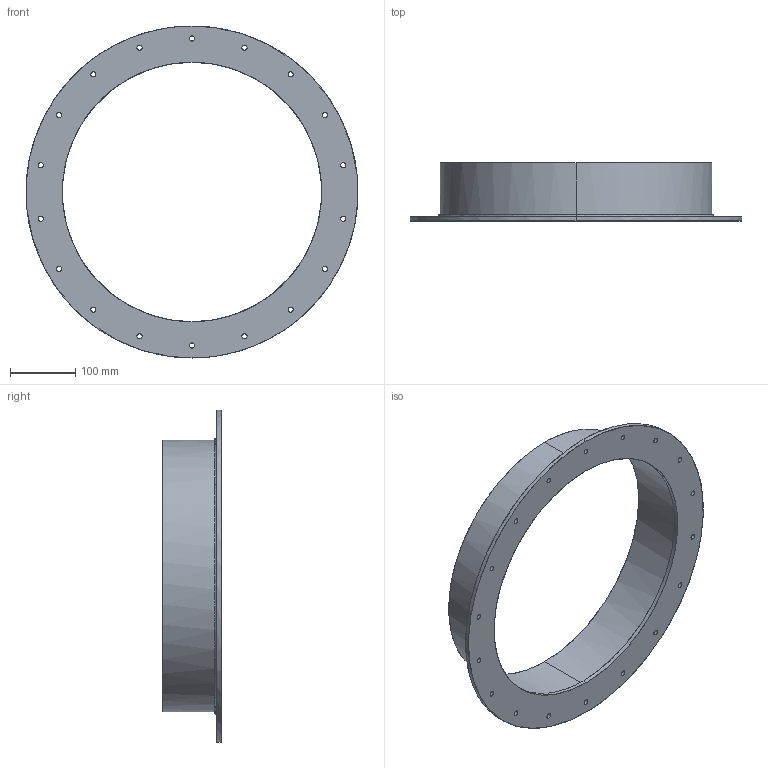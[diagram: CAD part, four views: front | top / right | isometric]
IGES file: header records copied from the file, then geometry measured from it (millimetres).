
Start section: SolidWorks IGES file using NURBS representation for surfaces
Global section: file name: PVCF16.IGS; native system: SolidWorks 2022; preprocessor: SolidWorks 2022; author: Cullen; date: 230414.120324; units: inch
Bounding box: 508 x 88.9 x 508 mm (x, y, z)
Surface area: 417535.4 mm2 (no closed solid volume)
Topology: 0 solids, 0 shells, 53 faces, 1550 edges, 1692 vertices
Faces by surface type: bspline 53
